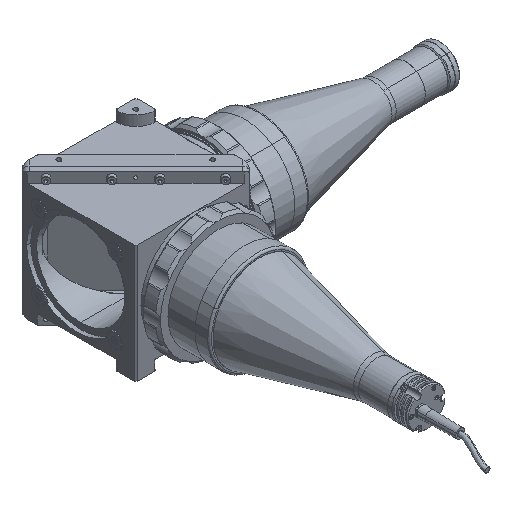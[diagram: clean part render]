
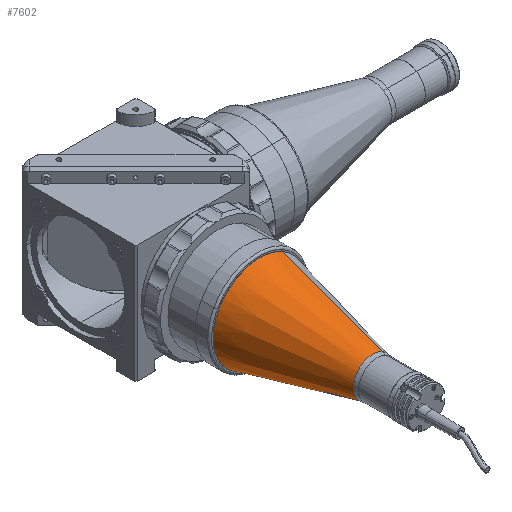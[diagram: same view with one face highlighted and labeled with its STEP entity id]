
A CAD part, isometric view. The second image highlights one B-rep face of the part: STEP entity #7602.
In plain terms, the highlighted conical face has half-angle 13.46 degrees and reference radius 46.5 mm.
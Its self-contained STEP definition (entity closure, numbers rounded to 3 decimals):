
#92 = CARTESIAN_POINT ( 'NONE',  ( -22.494, -123.738, -40.697 ) ) ;
#397 = CARTESIAN_POINT ( 'NONE',  ( 22.494, -123.738, 40.697 ) ) ;
#1471 = CARTESIAN_POINT ( 'NONE',  ( -9.408, -236.758, -17.022 ) ) ;
#1670 = CONICAL_SURFACE ( 'NONE', #24485, 46.5, 0.235 ) ;
#1682 = CARTESIAN_POINT ( 'NONE',  ( -22.494, -123.738, -40.697 ) ) ;
#1780 = CARTESIAN_POINT ( 'NONE',  ( 9.408, -236.758, 17.022 ) ) ;
#2800 = CARTESIAN_POINT ( 'NONE',  ( 0., -123.738, 0. ) ) ;
#3880 = ORIENTED_EDGE ( 'NONE', *, *, #23982, .T. ) ;
#3914 = VECTOR ( 'NONE', #24820, 1000. ) ;
#5105 = LINE ( 'NONE', #26692, #3914 ) ;
#6060 = FACE_OUTER_BOUND ( 'NONE', #24017, .T. ) ;
#6323 = VECTOR ( 'NONE', #12685, 1000. ) ;
#6904 = VERTEX_POINT ( 'NONE', #92 ) ;
#7269 = DIRECTION ( 'NONE',  ( 0., 1., 0. ) ) ;
#7602 = ADVANCED_FACE ( 'NONE', ( #6060 ), #1670, .T. ) ;
#7702 = VERTEX_POINT ( 'NONE', #1780 ) ;
#9754 = EDGE_CURVE ( 'NONE', #24398, #6904, #28091, .T. ) ;
#9887 = EDGE_CURVE ( 'NONE', #20798, #6904, #9994, .T. ) ;
#9994 = CIRCLE ( 'NONE', #17718, 46.5 ) ;
#11260 = CARTESIAN_POINT ( 'NONE',  ( 0., -236.758, 0. ) ) ;
#12230 = CARTESIAN_POINT ( 'NONE',  ( 0., -123.738, 0. ) ) ;
#12685 = DIRECTION ( 'NONE',  ( -0.113, 0.973, -0.204 ) ) ;
#12886 = ORIENTED_EDGE ( 'NONE', *, *, #9887, .T. ) ;
#13698 = DIRECTION ( 'NONE',  ( 0.484, 0., 0.875 ) ) ;
#15648 = DIRECTION ( 'NONE',  ( 0.484, 0., 0.875 ) ) ;
#17718 = AXIS2_PLACEMENT_3D ( 'NONE', #2800, #18075, #15648 ) ;
#18075 = DIRECTION ( 'NONE',  ( 0., -1., 0. ) ) ;
#18518 = AXIS2_PLACEMENT_3D ( 'NONE', #11260, #7269, #13698 ) ;
#18773 = DIRECTION ( 'NONE',  ( -0.484, 0., -0.875 ) ) ;
#19494 = ORIENTED_EDGE ( 'NONE', *, *, #9754, .F. ) ;
#20798 = VERTEX_POINT ( 'NONE', #397 ) ;
#23547 = CIRCLE ( 'NONE', #18518, 19.449 ) ;
#23962 = EDGE_CURVE ( 'NONE', #7702, #20798, #5105, .T. ) ;
#23982 = EDGE_CURVE ( 'NONE', #24398, #7702, #23547, .T. ) ;
#24017 = EDGE_LOOP ( 'NONE', ( #3880, #27753, #12886, #19494 ) ) ;
#24398 = VERTEX_POINT ( 'NONE', #1471 ) ;
#24485 = AXIS2_PLACEMENT_3D ( 'NONE', #12230, #25209, #18773 ) ;
#24820 = DIRECTION ( 'NONE',  ( 0.113, 0.973, 0.204 ) ) ;
#25209 = DIRECTION ( 'NONE',  ( 0., 1., 0. ) ) ;
#26692 = CARTESIAN_POINT ( 'NONE',  ( 22.494, -123.738, 40.697 ) ) ;
#27753 = ORIENTED_EDGE ( 'NONE', *, *, #23962, .T. ) ;
#28091 = LINE ( 'NONE', #1682, #6323 ) ;
